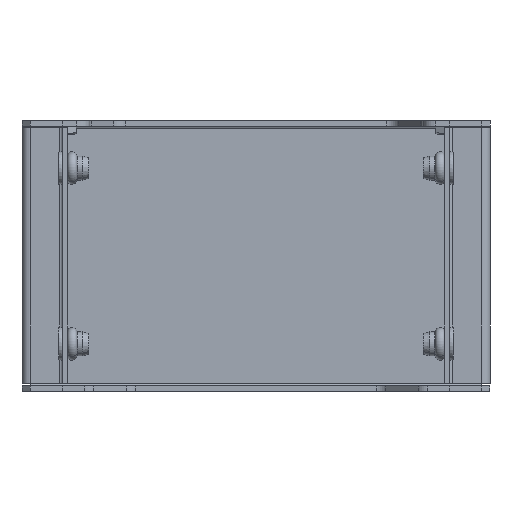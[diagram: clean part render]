
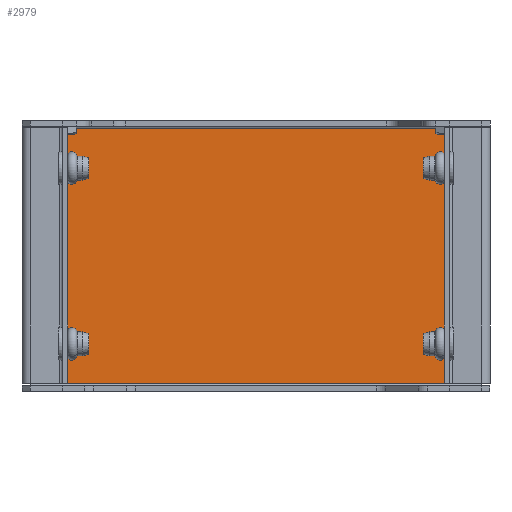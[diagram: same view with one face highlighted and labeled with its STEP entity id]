
A CAD part, front view. The second image highlights one B-rep face of the part: STEP entity #2979.
In plain terms, the highlighted planar face has unit normal (0, -1, 0).
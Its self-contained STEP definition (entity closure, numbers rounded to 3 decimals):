
#320 = PLANE ( 'NONE',  #3670 ) ;
#408 = EDGE_CURVE ( 'NONE', #4220, #2732, #3743, .T. ) ;
#594 = CARTESIAN_POINT ( 'NONE',  ( 83.5, 18., 95.929 ) ) ;
#858 = CARTESIAN_POINT ( 'NONE',  ( -84.429, 18., 95. ) ) ;
#926 = CARTESIAN_POINT ( 'NONE',  ( 83.5, 18., 95. ) ) ;
#1011 = VECTOR ( 'NONE', #2398, 1000. ) ;
#1185 = ORIENTED_EDGE ( 'NONE', *, *, #4910, .F. ) ;
#1295 = CARTESIAN_POINT ( 'NONE',  ( -83.5, 18., 1. ) ) ;
#1338 = ORIENTED_EDGE ( 'NONE', *, *, #1459, .F. ) ;
#1459 = EDGE_CURVE ( 'NONE', #2732, #2348, #4565, .T. ) ;
#1549 = FACE_OUTER_BOUND ( 'NONE', #3146, .T. ) ;
#1698 = VECTOR ( 'NONE', #2027, 1000. ) ;
#1859 = EDGE_CURVE ( 'NONE', #3043, #4220, #2025, .T. ) ;
#1888 = ORIENTED_EDGE ( 'NONE', *, *, #1859, .F. ) ;
#1931 = VECTOR ( 'NONE', #3422, 1000. ) ;
#2004 = CARTESIAN_POINT ( 'NONE',  ( -83.5, 18., 95. ) ) ;
#2025 = LINE ( 'NONE', #3268, #1011 ) ;
#2027 = DIRECTION ( 'NONE',  ( 1., 0., 0. ) ) ;
#2211 = LINE ( 'NONE', #594, #1931 ) ;
#2214 = ORIENTED_EDGE ( 'NONE', *, *, #408, .F. ) ;
#2348 = VERTEX_POINT ( 'NONE', #926 ) ;
#2398 = DIRECTION ( 'NONE',  ( -1., 0., 0. ) ) ;
#2732 = VERTEX_POINT ( 'NONE', #2004 ) ;
#2736 = CARTESIAN_POINT ( 'NONE',  ( 0., 18., 0. ) ) ;
#2979 = ADVANCED_FACE ( 'NONE', ( #1549 ), #320, .T. ) ;
#3043 = VERTEX_POINT ( 'NONE', #4368 ) ;
#3094 = DIRECTION ( 'NONE',  ( 0., -1., 0. ) ) ;
#3146 = EDGE_LOOP ( 'NONE', ( #1338, #2214, #1888, #1185 ) ) ;
#3268 = CARTESIAN_POINT ( 'NONE',  ( 86.5, 18., 1. ) ) ;
#3341 = DIRECTION ( 'NONE',  ( 0., 0., 1. ) ) ;
#3422 = DIRECTION ( 'NONE',  ( 0., 0., -1. ) ) ;
#3527 = DIRECTION ( 'NONE',  ( 0., 0., -1. ) ) ;
#3670 = AXIS2_PLACEMENT_3D ( 'NONE', #2736, #3094, #3527 ) ;
#3743 = LINE ( 'NONE', #1295, #4355 ) ;
#4220 = VERTEX_POINT ( 'NONE', #4927 ) ;
#4355 = VECTOR ( 'NONE', #3341, 1000. ) ;
#4368 = CARTESIAN_POINT ( 'NONE',  ( 83.5, 18., 1. ) ) ;
#4565 = LINE ( 'NONE', #858, #1698 ) ;
#4910 = EDGE_CURVE ( 'NONE', #2348, #3043, #2211, .T. ) ;
#4927 = CARTESIAN_POINT ( 'NONE',  ( -83.5, 18., 1. ) ) ;
